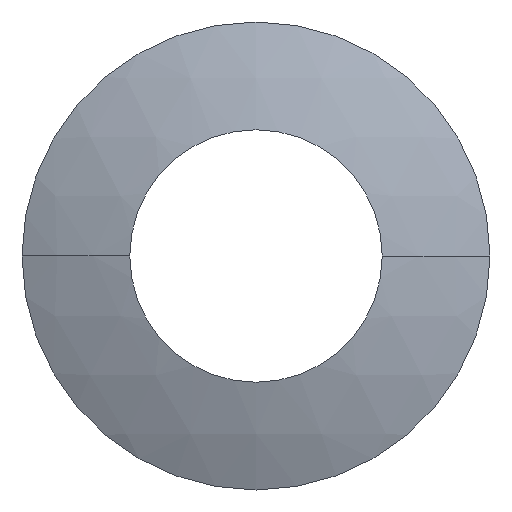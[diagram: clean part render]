
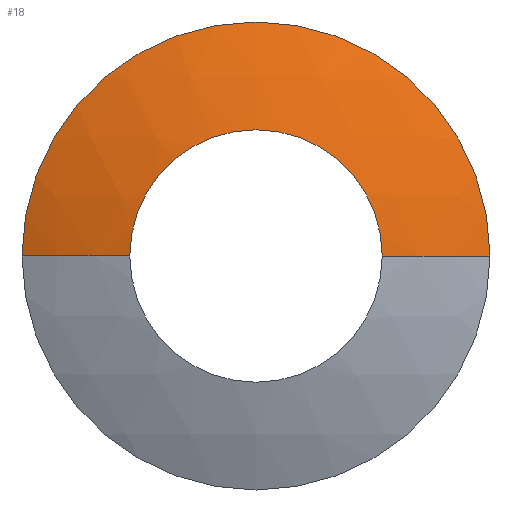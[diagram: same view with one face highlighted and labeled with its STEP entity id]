
A CAD part, front view. The second image highlights one B-rep face of the part: STEP entity #18.
In plain terms, the highlighted spherical face has radius 48 mm.
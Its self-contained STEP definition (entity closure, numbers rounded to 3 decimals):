
#13 = VERTEX_POINT ( 'NONE', #144 ) ;
#14 = VERTEX_POINT ( 'NONE', #143 ) ;
#15 = VERTEX_POINT ( 'NONE', #136 ) ;
#16 = VERTEX_POINT ( 'NONE', #142 ) ;
#17 = EDGE_CURVE ( 'NONE', #15, #13, #145, .T. ) ;
#18 = ADVANCED_FACE ( 'NONE', ( #138 ), #141, .T. ) ;
#27 = VERTEX_POINT ( 'NONE', #123 ) ;
#29 = ORIENTED_EDGE ( 'NONE', *, *, #116, .T. ) ;
#31 = EDGE_LOOP ( 'NONE', ( #99, #39, #120, #118, #119, #29 ) ) ;
#35 = EDGE_CURVE ( 'NONE', #27, #16, #111, .T. ) ;
#39 = ORIENTED_EDGE ( 'NONE', *, *, #17, .T. ) ;
#42 = EDGE_CURVE ( 'NONE', #16, #13, #191, .T. ) ;
#47 = VERTEX_POINT ( 'NONE', #276 ) ;
#92 = DIRECTION ( 'NONE',  ( 1., 0., 0. ) ) ;
#99 = ORIENTED_EDGE ( 'NONE', *, *, #100, .T. ) ;
#100 = EDGE_CURVE ( 'NONE', #14, #15, #203, .T. ) ;
#107 = EDGE_CURVE ( 'NONE', #47, #27, #159, .T. ) ;
#108 = DIRECTION ( 'NONE',  ( 0., 0., -1. ) ) ;
#109 = DIRECTION ( 'NONE',  ( 0., -1., 0. ) ) ;
#110 = CARTESIAN_POINT ( 'NONE',  ( 0., 1.1, 0. ) ) ;
#111 = CIRCLE ( 'NONE', #137, 10.25 ) ;
#116 = EDGE_CURVE ( 'NONE', #47, #14, #195, .T. ) ;
#118 = ORIENTED_EDGE ( 'NONE', *, *, #35, .F. ) ;
#119 = ORIENTED_EDGE ( 'NONE', *, *, #107, .F. ) ;
#120 = ORIENTED_EDGE ( 'NONE', *, *, #42, .F. ) ;
#123 = CARTESIAN_POINT ( 'NONE',  ( 10.25, 1.1, 0. ) ) ;
#124 = DIRECTION ( 'NONE',  ( 1., 0., 0. ) ) ;
#125 = DIRECTION ( 'NONE',  ( 0., 0., 1. ) ) ;
#126 = CARTESIAN_POINT ( 'NONE',  ( 0., 47.993, 0. ) ) ;
#127 = AXIS2_PLACEMENT_3D ( 'NONE', #126, #125, #124 ) ;
#128 = AXIS2_PLACEMENT_3D ( 'NONE', #129, #130, #92 ) ;
#129 = CARTESIAN_POINT ( 'NONE',  ( 0., 47.993, 0. ) ) ;
#130 = DIRECTION ( 'NONE',  ( 0., 0., 1. ) ) ;
#136 = CARTESIAN_POINT ( 'NONE',  ( -19., 3.913, 0. ) ) ;
#137 = AXIS2_PLACEMENT_3D ( 'NONE', #110, #109, #108 ) ;
#138 = FACE_OUTER_BOUND ( 'NONE', #31, .T. ) ;
#141 = SPHERICAL_SURFACE ( 'NONE', #128, 48. ) ;
#142 = CARTESIAN_POINT ( 'NONE',  ( 0., 1.1, 10.25 ) ) ;
#143 = CARTESIAN_POINT ( 'NONE',  ( 0., 3.913, 19. ) ) ;
#144 = CARTESIAN_POINT ( 'NONE',  ( -10.25, 1.1, 0. ) ) ;
#145 = CIRCLE ( 'NONE', #127, 48. ) ;
#153 = DIRECTION ( 'NONE',  ( 0., 0., -1. ) ) ;
#154 = DIRECTION ( 'NONE',  ( 0., -1., 0. ) ) ;
#155 = CARTESIAN_POINT ( 'NONE',  ( 0., 3.913, 0. ) ) ;
#156 = DIRECTION ( 'NONE',  ( -1., 0., 0. ) ) ;
#157 = DIRECTION ( 'NONE',  ( 0., 0., -1. ) ) ;
#158 = CARTESIAN_POINT ( 'NONE',  ( 0., 47.993, 0. ) ) ;
#159 = CIRCLE ( 'NONE', #221, 48. ) ;
#191 = CIRCLE ( 'NONE', #258, 10.25 ) ;
#195 = CIRCLE ( 'NONE', #215, 19. ) ;
#200 = DIRECTION ( 'NONE',  ( 0., 0., -1. ) ) ;
#201 = DIRECTION ( 'NONE',  ( 0., -1., 0. ) ) ;
#202 = CARTESIAN_POINT ( 'NONE',  ( 0., 3.913, 0. ) ) ;
#203 = CIRCLE ( 'NONE', #216, 19. ) ;
#215 = AXIS2_PLACEMENT_3D ( 'NONE', #155, #154, #153 ) ;
#216 = AXIS2_PLACEMENT_3D ( 'NONE', #202, #201, #200 ) ;
#221 = AXIS2_PLACEMENT_3D ( 'NONE', #158, #157, #156 ) ;
#255 = DIRECTION ( 'NONE',  ( 0., 0., -1. ) ) ;
#256 = DIRECTION ( 'NONE',  ( 0., -1., 0. ) ) ;
#257 = CARTESIAN_POINT ( 'NONE',  ( 0., 1.1, 0. ) ) ;
#258 = AXIS2_PLACEMENT_3D ( 'NONE', #257, #256, #255 ) ;
#276 = CARTESIAN_POINT ( 'NONE',  ( 19., 3.913, 0. ) ) ;
